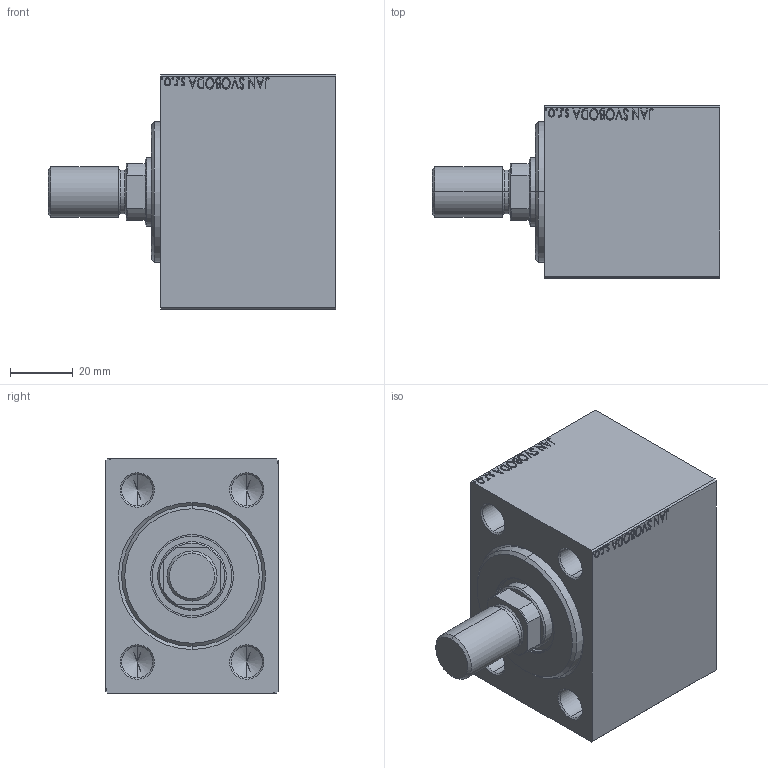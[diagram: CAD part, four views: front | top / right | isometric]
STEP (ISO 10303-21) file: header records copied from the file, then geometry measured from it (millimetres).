
FILE_DESCRIPTION (( 'STEP AP203' ), '1' );
FILE_NAME ('f6a2.STEP', '2021-11-02T03:23:23', ( '' ), ( '' ), 'SwSTEP 2.0', 'SolidWorks 2019', '' );
FILE_SCHEMA (( 'CONFIG_CONTROL_DESIGN' ));
Length unit declared in the file: millimetre
Products named in the file (5): V450CM_B_VCP 0f659e99c2d4a03ff01d739894599292; V450CM_VC_B 0f659e99c2d4a03ff01d739894599292; V450CM_MALE_METRIC 0f659e99c2d4a03ff01d739894599292; V450CM_B 0f659e99c2d4a03ff01d739894599292; f6a2
Assembly tree (4 placements, depth 2):
  f6a2
    V450CM_B 0f659e99c2d4a03ff01d739894599292
    V450CM_B_VCP 0f659e99c2d4a03ff01d739894599292
    V450CM_VC_B 0f659e99c2d4a03ff01d739894599292
    V450CM_MALE_METRIC 0f659e99c2d4a03ff01d739894599292
Bounding box: 92 x 55 x 75 mm (x, y, z)
Volume: 218587.6 mm3; surface area: 50456.1 mm2
Topology: 4 solids, 4 shells, 894 faces, 2286 edges, 1495 vertices
Faces by surface type: plane 406, bspline 380, cylinder 56, cone 50, torus 2
Entity records: 44992 total; most frequent: CARTESIAN_POINT 25418, ORIENTED_EDGE 4536, DIRECTION 2677, EDGE_CURVE 2268, VERTEX_POINT 1495, LINE 1341, VECTOR 1341, EDGE_LOOP 1009
